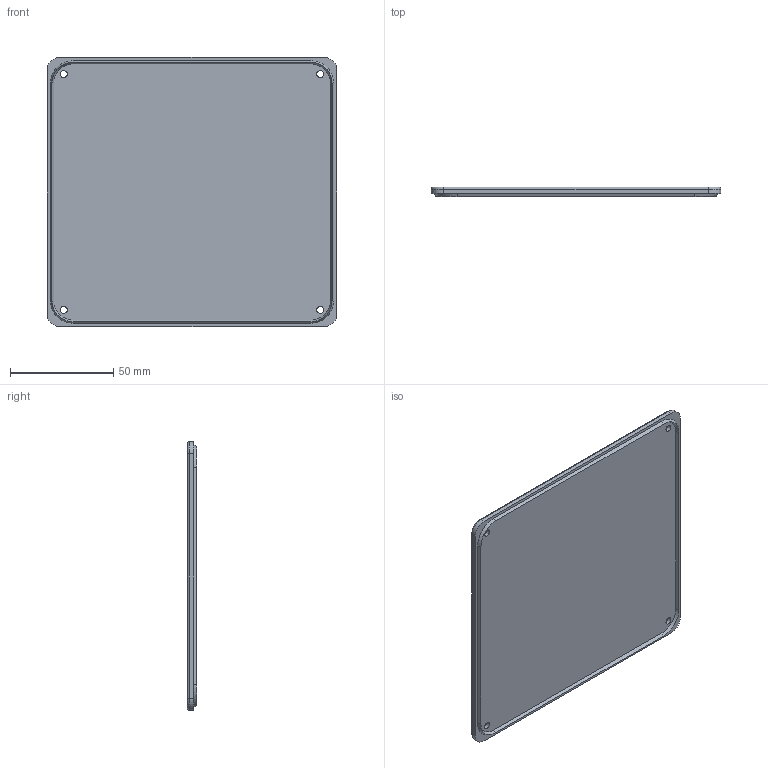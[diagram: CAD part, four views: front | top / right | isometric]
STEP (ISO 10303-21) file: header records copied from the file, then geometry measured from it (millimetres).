
FILE_DESCRIPTION(/* description */ (''),/* implementation_level */ '2;1');
FILE_NAME(/* name */ 'V20_Lid_EndBody+Oring.stp',/* time_stamp */ '2025-10-28T09:49:01+10:30',/* author */ ('matth'),/* organization */ (''),/* preprocessor_version */ 'ST-DEVELOPER v20.1',/* originating_system */ 'Autodesk Inventor 2026',/* authorisation */ '');
FILE_SCHEMA (('AUTOMOTIVE_DESIGN { 1 0 10303 214 3 1 1 }'));
Length unit declared in the file: millimetre
Products named in the file (3): V14_End_Body_Lid_with_Oring; End_Body_Oring; v14_End_Body_Lids
Assembly tree (2 placements, depth 2):
  V14_End_Body_Lid_with_Oring
    End_Body_Oring
    v14_End_Body_Lids
Bounding box: 140 x 4.5 x 130 mm (x, y, z)
Volume: 54809.6 mm3; surface area: 40220.9 mm2
Topology: 2 solids, 2 shells, 47 faces, 104 edges, 64 vertices
Faces by surface type: plane 19, cylinder 16, cone 8, torus 4
Full cylindrical faces by diameter (mm): 3.4 x4, 5 x4
Entity records: 1462 total; most frequent: DIRECTION 258, CARTESIAN_POINT 221, ORIENTED_EDGE 208, EDGE_CURVE 104, AXIS2_PLACEMENT_3D 101, VERTEX_POINT 64, EDGE_LOOP 60, LINE 56
